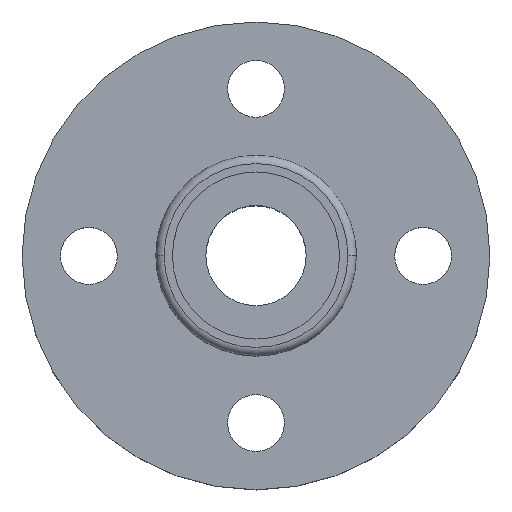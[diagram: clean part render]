
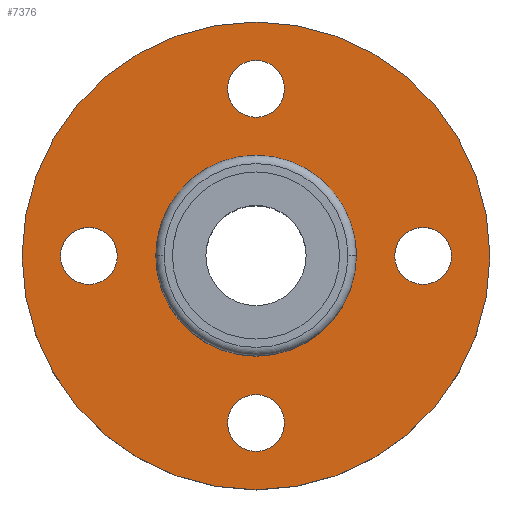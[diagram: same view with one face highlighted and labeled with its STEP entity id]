
A CAD part, top view. The second image highlights one B-rep face of the part: STEP entity #7376.
In plain terms, the highlighted planar face has unit normal (0, 0, 1).
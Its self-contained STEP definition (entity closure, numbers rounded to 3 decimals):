
#122 = CARTESIAN_POINT ( 'NONE',  ( -10., 0., 0. ) ) ;
#527 = CARTESIAN_POINT ( 'NONE',  ( 1.7, -10., 0. ) ) ;
#737 = CARTESIAN_POINT ( 'NONE',  ( -10., 0., 0. ) ) ;
#934 = FACE_BOUND ( 'NONE', #6341, .T. ) ;
#946 = CARTESIAN_POINT ( 'NONE',  ( 0., 10., 0. ) ) ;
#1013 = CARTESIAN_POINT ( 'NONE',  ( 0., 0., 0. ) ) ;
#1090 = EDGE_CURVE ( 'NONE', #2612, #12209, #7156, .T. ) ;
#1143 = DIRECTION ( 'NONE',  ( 0., 0., -1. ) ) ;
#1163 = ORIENTED_EDGE ( 'NONE', *, *, #7133, .T. ) ;
#1224 = CIRCLE ( 'NONE', #8439, 1.7 ) ;
#1245 = EDGE_CURVE ( 'NONE', #12721, #5196, #7655, .T. ) ;
#1323 = VERTEX_POINT ( 'NONE', #12267 ) ;
#1442 = AXIS2_PLACEMENT_3D ( 'NONE', #12492, #7819, #2865 ) ;
#1713 = AXIS2_PLACEMENT_3D ( 'NONE', #13203, #2414, #5038 ) ;
#1769 = CIRCLE ( 'NONE', #10184, 1.7 ) ;
#1781 = DIRECTION ( 'NONE',  ( 0., 0., -1. ) ) ;
#2299 = DIRECTION ( 'NONE',  ( 0., 0., 1. ) ) ;
#2414 = DIRECTION ( 'NONE',  ( 0., 0., -1. ) ) ;
#2474 = DIRECTION ( 'NONE',  ( 0., 0., -1. ) ) ;
#2612 = VERTEX_POINT ( 'NONE', #6125 ) ;
#2725 = AXIS2_PLACEMENT_3D ( 'NONE', #737, #14956, #12609 ) ;
#2841 = ORIENTED_EDGE ( 'NONE', *, *, #7415, .F. ) ;
#2865 = DIRECTION ( 'NONE',  ( -1., 0., 0. ) ) ;
#2981 = DIRECTION ( 'NONE',  ( 0., 0., -1. ) ) ;
#2985 = AXIS2_PLACEMENT_3D ( 'NONE', #9086, #5433, #8933 ) ;
#3022 = FACE_BOUND ( 'NONE', #6646, .T. ) ;
#3080 = ORIENTED_EDGE ( 'NONE', *, *, #1245, .T. ) ;
#3399 = DIRECTION ( 'NONE',  ( 1., 0., 0. ) ) ;
#3482 = EDGE_LOOP ( 'NONE', ( #9671, #13990 ) ) ;
#3690 = AXIS2_PLACEMENT_3D ( 'NONE', #9042, #2299, #10440 ) ;
#3827 = CARTESIAN_POINT ( 'NONE',  ( 0., 0., 0. ) ) ;
#4568 = DIRECTION ( 'NONE',  ( -1., 0., 0. ) ) ;
#4703 = DIRECTION ( 'NONE',  ( -1., 0., 0. ) ) ;
#5038 = DIRECTION ( 'NONE',  ( -1., 0., 0. ) ) ;
#5196 = VERTEX_POINT ( 'NONE', #12088 ) ;
#5279 = DIRECTION ( 'NONE',  ( 0., 0., -1. ) ) ;
#5281 = VERTEX_POINT ( 'NONE', #6552 ) ;
#5433 = DIRECTION ( 'NONE',  ( 0., 0., -1. ) ) ;
#5739 = DIRECTION ( 'NONE',  ( 0., 0., -1. ) ) ;
#6125 = CARTESIAN_POINT ( 'NONE',  ( -1.7, -10., 0. ) ) ;
#6152 = VERTEX_POINT ( 'NONE', #10632 ) ;
#6179 = DIRECTION ( 'NONE',  ( -1., 0., 0. ) ) ;
#6325 = DIRECTION ( 'NONE',  ( -1., 0., 0. ) ) ;
#6341 = EDGE_LOOP ( 'NONE', ( #9269, #14101 ) ) ;
#6441 = CIRCLE ( 'NONE', #3690, 6. ) ;
#6504 = FACE_BOUND ( 'NONE', #8063, .T. ) ;
#6552 = CARTESIAN_POINT ( 'NONE',  ( -1.7, 10., 0. ) ) ;
#6646 = EDGE_LOOP ( 'NONE', ( #3080, #1163 ) ) ;
#6660 = EDGE_CURVE ( 'NONE', #11528, #8320, #8665, .T. ) ;
#6745 = EDGE_CURVE ( 'NONE', #6152, #9266, #14646, .T. ) ;
#6815 = CARTESIAN_POINT ( 'NONE',  ( -8.3, 0., 0. ) ) ;
#6939 = EDGE_CURVE ( 'NONE', #12209, #2612, #14398, .T. ) ;
#6955 = ORIENTED_EDGE ( 'NONE', *, *, #6660, .F. ) ;
#7133 = EDGE_CURVE ( 'NONE', #5196, #12721, #7937, .T. ) ;
#7156 = CIRCLE ( 'NONE', #1713, 1.7 ) ;
#7332 = ORIENTED_EDGE ( 'NONE', *, *, #9703, .F. ) ;
#7376 = ADVANCED_FACE ( 'NONE', ( #6504, #10232, #14767, #11555, #934, #3022 ), #10156, .F. ) ;
#7415 = EDGE_CURVE ( 'NONE', #14697, #15196, #14658, .T. ) ;
#7426 = CARTESIAN_POINT ( 'NONE',  ( 0., 10., 0. ) ) ;
#7655 = CIRCLE ( 'NONE', #1442, 1.7 ) ;
#7819 = DIRECTION ( 'NONE',  ( 0., 0., -1. ) ) ;
#7937 = CIRCLE ( 'NONE', #2985, 1.7 ) ;
#8063 = EDGE_LOOP ( 'NONE', ( #2841, #15281 ) ) ;
#8320 = VERTEX_POINT ( 'NONE', #13521 ) ;
#8439 = AXIS2_PLACEMENT_3D ( 'NONE', #946, #5739, #4568 ) ;
#8570 = DIRECTION ( 'NONE',  ( -1., 0., 0. ) ) ;
#8630 = DIRECTION ( 'NONE',  ( -1., 0., 0. ) ) ;
#8665 = CIRCLE ( 'NONE', #9409, 14. ) ;
#8673 = CARTESIAN_POINT ( 'NONE',  ( -6., 0., 0. ) ) ;
#8933 = DIRECTION ( 'NONE',  ( -1., 0., 0. ) ) ;
#8957 = CARTESIAN_POINT ( 'NONE',  ( 6., 0., 0. ) ) ;
#9042 = CARTESIAN_POINT ( 'NONE',  ( 0., 0., 0. ) ) ;
#9078 = AXIS2_PLACEMENT_3D ( 'NONE', #7426, #2474, #6179 ) ;
#9086 = CARTESIAN_POINT ( 'NONE',  ( 10., 0., 0. ) ) ;
#9266 = VERTEX_POINT ( 'NONE', #6815 ) ;
#9269 = ORIENTED_EDGE ( 'NONE', *, *, #6939, .T. ) ;
#9285 = ORIENTED_EDGE ( 'NONE', *, *, #9765, .T. ) ;
#9409 = AXIS2_PLACEMENT_3D ( 'NONE', #3827, #2981, #8570 ) ;
#9423 = AXIS2_PLACEMENT_3D ( 'NONE', #1013, #15226, #3399 ) ;
#9671 = ORIENTED_EDGE ( 'NONE', *, *, #13797, .T. ) ;
#9675 = AXIS2_PLACEMENT_3D ( 'NONE', #14995, #1781, #13748 ) ;
#9699 = CIRCLE ( 'NONE', #13179, 14. ) ;
#9703 = EDGE_CURVE ( 'NONE', #8320, #11528, #9699, .T. ) ;
#9765 = EDGE_CURVE ( 'NONE', #9266, #6152, #1769, .T. ) ;
#10072 = CIRCLE ( 'NONE', #9078, 1.7 ) ;
#10156 = PLANE ( 'NONE',  #9675 ) ;
#10184 = AXIS2_PLACEMENT_3D ( 'NONE', #122, #13178, #6325 ) ;
#10232 = FACE_OUTER_BOUND ( 'NONE', #14525, .T. ) ;
#10318 = EDGE_LOOP ( 'NONE', ( #9285, #14105 ) ) ;
#10440 = DIRECTION ( 'NONE',  ( 1., 0., 0. ) ) ;
#10632 = CARTESIAN_POINT ( 'NONE',  ( -11.7, 0., 0. ) ) ;
#10691 = EDGE_CURVE ( 'NONE', #5281, #1323, #1224, .T. ) ;
#11148 = AXIS2_PLACEMENT_3D ( 'NONE', #13531, #5279, #8630 ) ;
#11219 = EDGE_CURVE ( 'NONE', #15196, #14697, #6441, .T. ) ;
#11339 = CARTESIAN_POINT ( 'NONE',  ( -14., 0., 0. ) ) ;
#11528 = VERTEX_POINT ( 'NONE', #11339 ) ;
#11555 = FACE_BOUND ( 'NONE', #10318, .T. ) ;
#11772 = CARTESIAN_POINT ( 'NONE',  ( 0., 0., 0. ) ) ;
#12088 = CARTESIAN_POINT ( 'NONE',  ( 8.3, 0., 0. ) ) ;
#12209 = VERTEX_POINT ( 'NONE', #527 ) ;
#12267 = CARTESIAN_POINT ( 'NONE',  ( 1.7, 10., 0. ) ) ;
#12492 = CARTESIAN_POINT ( 'NONE',  ( 10., 0., 0. ) ) ;
#12609 = DIRECTION ( 'NONE',  ( -1., 0., 0. ) ) ;
#12721 = VERTEX_POINT ( 'NONE', #14859 ) ;
#13178 = DIRECTION ( 'NONE',  ( 0., 0., -1. ) ) ;
#13179 = AXIS2_PLACEMENT_3D ( 'NONE', #11772, #1143, #4703 ) ;
#13203 = CARTESIAN_POINT ( 'NONE',  ( 0., -10., 0. ) ) ;
#13521 = CARTESIAN_POINT ( 'NONE',  ( 14., 0., 0. ) ) ;
#13531 = CARTESIAN_POINT ( 'NONE',  ( 0., -10., 0. ) ) ;
#13748 = DIRECTION ( 'NONE',  ( -1., 0., 0. ) ) ;
#13797 = EDGE_CURVE ( 'NONE', #1323, #5281, #10072, .T. ) ;
#13990 = ORIENTED_EDGE ( 'NONE', *, *, #10691, .T. ) ;
#14101 = ORIENTED_EDGE ( 'NONE', *, *, #1090, .T. ) ;
#14105 = ORIENTED_EDGE ( 'NONE', *, *, #6745, .T. ) ;
#14398 = CIRCLE ( 'NONE', #11148, 1.7 ) ;
#14525 = EDGE_LOOP ( 'NONE', ( #7332, #6955 ) ) ;
#14646 = CIRCLE ( 'NONE', #2725, 1.7 ) ;
#14658 = CIRCLE ( 'NONE', #9423, 6. ) ;
#14697 = VERTEX_POINT ( 'NONE', #8673 ) ;
#14767 = FACE_BOUND ( 'NONE', #3482, .T. ) ;
#14859 = CARTESIAN_POINT ( 'NONE',  ( 11.7, 0., 0. ) ) ;
#14956 = DIRECTION ( 'NONE',  ( 0., 0., -1. ) ) ;
#14995 = CARTESIAN_POINT ( 'NONE',  ( 0., 0., 0. ) ) ;
#15196 = VERTEX_POINT ( 'NONE', #8957 ) ;
#15226 = DIRECTION ( 'NONE',  ( 0., 0., 1. ) ) ;
#15281 = ORIENTED_EDGE ( 'NONE', *, *, #11219, .F. ) ;
